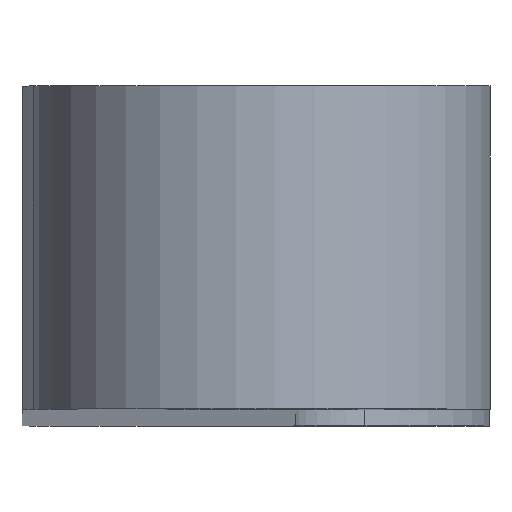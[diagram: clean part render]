
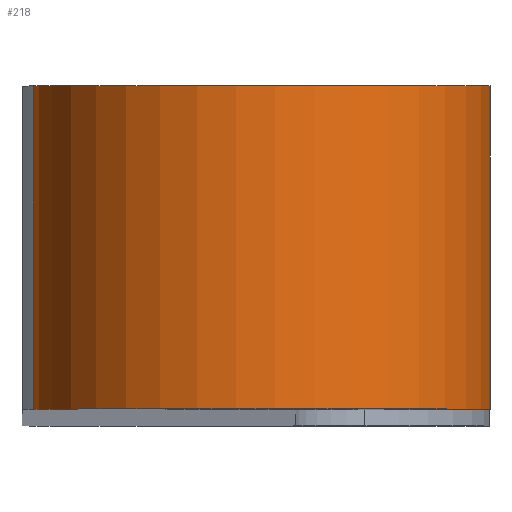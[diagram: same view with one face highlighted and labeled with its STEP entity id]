
A CAD part, top view. The second image highlights one B-rep face of the part: STEP entity #218.
In plain terms, the highlighted cylindrical face has radius 7.072 mm (diameter 14.144 mm), a partial arc.
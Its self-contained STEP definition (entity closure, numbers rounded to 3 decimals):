
#28=FACE_OUTER_BOUND('',#40,.T.);
#40=EDGE_LOOP('',(#165,#166,#167,#168));
#58=LINE('',#381,#72);
#59=LINE('',#387,#73);
#72=VECTOR('',#311,10.);
#73=VECTOR('',#318,10.);
#87=CIRCLE('',#262,7.072);
#88=CIRCLE('',#263,7.072);
#105=VERTEX_POINT('',#377);
#106=VERTEX_POINT('',#379);
#107=VERTEX_POINT('',#383);
#108=VERTEX_POINT('',#385);
#130=EDGE_CURVE('',#105,#106,#58,.T.);
#131=EDGE_CURVE('',#107,#105,#87,.T.);
#132=EDGE_CURVE('',#108,#106,#88,.T.);
#133=EDGE_CURVE('',#107,#108,#59,.T.);
#165=ORIENTED_EDGE('',*,*,#131,.T.);
#166=ORIENTED_EDGE('',*,*,#130,.T.);
#167=ORIENTED_EDGE('',*,*,#132,.F.);
#168=ORIENTED_EDGE('',*,*,#133,.F.);
#209=CYLINDRICAL_SURFACE('',#261,7.072);
#218=ADVANCED_FACE('',(#28),#209,.T.);
#261=AXIS2_PLACEMENT_3D('',#382,#312,#313);
#262=AXIS2_PLACEMENT_3D('',#384,#314,#315);
#263=AXIS2_PLACEMENT_3D('',#386,#316,#317);
#311=DIRECTION('',(0.,1.,0.));
#312=DIRECTION('center_axis',(0.,1.,0.));
#313=DIRECTION('ref_axis',(0.55,0.,0.835));
#314=DIRECTION('center_axis',(0.,1.,0.));
#315=DIRECTION('ref_axis',(-0.998,0.,0.063));
#316=DIRECTION('center_axis',(0.,1.,0.));
#317=DIRECTION('ref_axis',(-0.998,0.,0.063));
#318=DIRECTION('',(0.,1.,0.));
#377=CARTESIAN_POINT('',(10.607,0.,307.013));
#379=CARTESIAN_POINT('',(10.607,10.,307.013));
#381=CARTESIAN_POINT('',(10.607,0.,307.013));
#382=CARTESIAN_POINT('Origin',(7.414,0.,313.323));
#383=CARTESIAN_POINT('',(0.356,0.,313.766));
#384=CARTESIAN_POINT('Origin',(7.414,0.,313.323));
#385=CARTESIAN_POINT('',(0.356,10.,313.766));
#386=CARTESIAN_POINT('Origin',(7.414,10.,313.323));
#387=CARTESIAN_POINT('',(0.356,0.,313.766));
